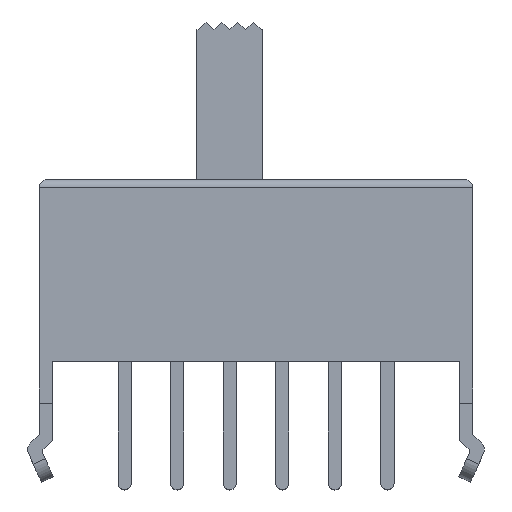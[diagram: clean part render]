
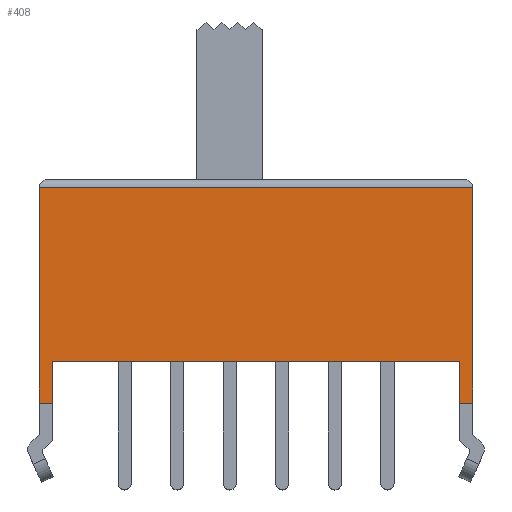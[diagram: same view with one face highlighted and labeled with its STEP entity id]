
A CAD part, top view. The second image highlights one B-rep face of the part: STEP entity #408.
In plain terms, the highlighted planar face has unit normal (0, 0, 1).
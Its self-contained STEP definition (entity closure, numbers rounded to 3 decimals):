
#31 = VERTEX_POINT ( 'NONE', #1479 ) ;
#69 = EDGE_CURVE ( 'NONE', #73, #291, #1534, .T. ) ;
#73 = VERTEX_POINT ( 'NONE', #1523 ) ;
#77 = VERTEX_POINT ( 'NONE', #1582 ) ;
#291 = VERTEX_POINT ( 'NONE', #1987 ) ;
#313 = EDGE_CURVE ( 'NONE', #77, #31, #2018, .T. ) ;
#368 = VERTEX_POINT ( 'NONE', #2122 ) ;
#377 = EDGE_CURVE ( 'NONE', #378, #368, #2116, .T. ) ;
#378 = VERTEX_POINT ( 'NONE', #2176 ) ;
#393 = EDGE_CURVE ( 'NONE', #73, #414, #2199, .T. ) ;
#394 = ORIENTED_EDGE ( 'NONE', *, *, #397, .T. ) ;
#395 = ORIENTED_EDGE ( 'NONE', *, *, #69, .F. ) ;
#396 = ORIENTED_EDGE ( 'NONE', *, *, #313, .T. ) ;
#397 = EDGE_CURVE ( 'NONE', #368, #77, #2195, .T. ) ;
#400 = ORIENTED_EDGE ( 'NONE', *, *, #420, .T. ) ;
#403 = EDGE_LOOP ( 'NONE', ( #395, #411, #400, #412, #394, #396, #406, #413 ) ) ;
#406 = ORIENTED_EDGE ( 'NONE', *, *, #407, .F. ) ;
#407 = EDGE_CURVE ( 'NONE', #409, #31, #2181, .T. ) ;
#408 = ADVANCED_FACE ( 'NONE', ( #2239 ), #2238, .T. ) ;
#409 = VERTEX_POINT ( 'NONE', #2233 ) ;
#410 = EDGE_CURVE ( 'NONE', #291, #409, #2232, .T. ) ;
#411 = ORIENTED_EDGE ( 'NONE', *, *, #393, .T. ) ;
#412 = ORIENTED_EDGE ( 'NONE', *, *, #377, .T. ) ;
#413 = ORIENTED_EDGE ( 'NONE', *, *, #410, .F. ) ;
#414 = VERTEX_POINT ( 'NONE', #2228 ) ;
#420 = EDGE_CURVE ( 'NONE', #414, #378, #2218, .T. ) ;
#1479 = CARTESIAN_POINT ( 'NONE',  ( -8.25, 0., 3.5 ) ) ;
#1523 = CARTESIAN_POINT ( 'NONE',  ( 7.75, 1.58, 3.5 ) ) ;
#1531 = DIRECTION ( 'NONE',  ( -1., 0., 0. ) ) ;
#1532 = VECTOR ( 'NONE', #1531, 1000. ) ;
#1533 = CARTESIAN_POINT ( 'NONE',  ( 7.75, 1.58, 3.5 ) ) ;
#1534 = LINE ( 'NONE', #1533, #1532 ) ;
#1582 = CARTESIAN_POINT ( 'NONE',  ( -8.25, 8.2, 3.5 ) ) ;
#1987 = CARTESIAN_POINT ( 'NONE',  ( -7.75, 1.58, 3.5 ) ) ;
#2015 = DIRECTION ( 'NONE',  ( 0., -1., 0. ) ) ;
#2016 = VECTOR ( 'NONE', #2015, 1000. ) ;
#2017 = CARTESIAN_POINT ( 'NONE',  ( -8.25, 8.5, 3.5 ) ) ;
#2018 = LINE ( 'NONE', #2017, #2016 ) ;
#2114 = VECTOR ( 'NONE', #2177, 1000. ) ;
#2115 = CARTESIAN_POINT ( 'NONE',  ( 8.25, 8.5, 3.5 ) ) ;
#2116 = LINE ( 'NONE', #2115, #2114 ) ;
#2122 = CARTESIAN_POINT ( 'NONE',  ( 8.25, 8.2, 3.5 ) ) ;
#2176 = CARTESIAN_POINT ( 'NONE',  ( 8.25, 0., 3.5 ) ) ;
#2177 = DIRECTION ( 'NONE',  ( 0., 1., 0. ) ) ;
#2178 = DIRECTION ( 'NONE',  ( -1., 0., 0. ) ) ;
#2179 = VECTOR ( 'NONE', #2178, 1000. ) ;
#2180 = CARTESIAN_POINT ( 'NONE',  ( -7.75, 0., 3.5 ) ) ;
#2181 = LINE ( 'NONE', #2180, #2179 ) ;
#2192 = DIRECTION ( 'NONE',  ( -1., 0., 0. ) ) ;
#2193 = VECTOR ( 'NONE', #2192, 1000. ) ;
#2194 = CARTESIAN_POINT ( 'NONE',  ( -8.25, 8.2, 3.5 ) ) ;
#2195 = LINE ( 'NONE', #2194, #2193 ) ;
#2196 = DIRECTION ( 'NONE',  ( 0., -1., 0. ) ) ;
#2197 = VECTOR ( 'NONE', #2196, 1000. ) ;
#2198 = CARTESIAN_POINT ( 'NONE',  ( 7.75, 2.38, 3.5 ) ) ;
#2199 = LINE ( 'NONE', #2198, #2197 ) ;
#2215 = DIRECTION ( 'NONE',  ( 1., 0., 0. ) ) ;
#2216 = VECTOR ( 'NONE', #2215, 1000. ) ;
#2217 = CARTESIAN_POINT ( 'NONE',  ( 7.75, 0., 3.5 ) ) ;
#2218 = LINE ( 'NONE', #2217, #2216 ) ;
#2228 = CARTESIAN_POINT ( 'NONE',  ( 7.75, 0., 3.5 ) ) ;
#2229 = DIRECTION ( 'NONE',  ( 0., -1., 0. ) ) ;
#2230 = VECTOR ( 'NONE', #2229, 1000. ) ;
#2231 = CARTESIAN_POINT ( 'NONE',  ( -7.75, 2.38, 3.5 ) ) ;
#2232 = LINE ( 'NONE', #2231, #2230 ) ;
#2233 = CARTESIAN_POINT ( 'NONE',  ( -7.75, 0., 3.5 ) ) ;
#2234 = DIRECTION ( 'NONE',  ( 1., 0., 0. ) ) ;
#2235 = DIRECTION ( 'NONE',  ( 0., 0., 1. ) ) ;
#2236 = CARTESIAN_POINT ( 'NONE',  ( -8.25, 2.38, 3.5 ) ) ;
#2237 = AXIS2_PLACEMENT_3D ( 'NONE', #2236, #2235, #2234 ) ;
#2238 = PLANE ( 'NONE',  #2237 ) ;
#2239 = FACE_OUTER_BOUND ( 'NONE', #403, .T. ) ;
